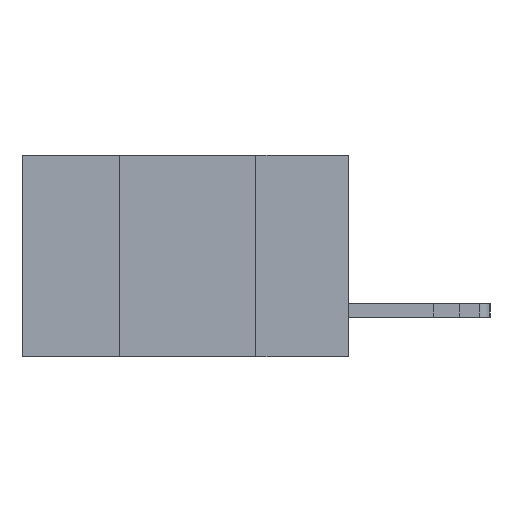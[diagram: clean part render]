
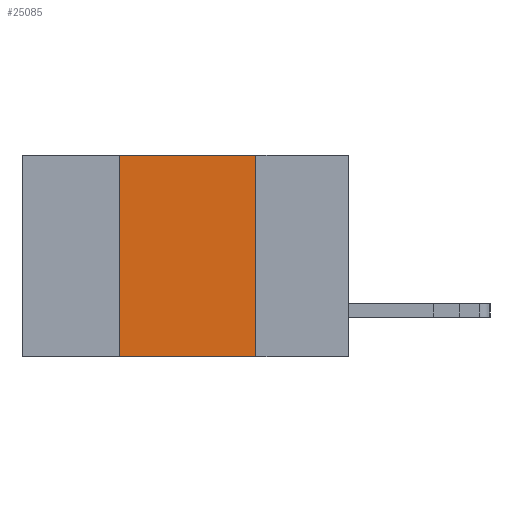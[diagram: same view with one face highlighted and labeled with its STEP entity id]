
A CAD part, left-side view. The second image highlights one B-rep face of the part: STEP entity #25085.
In plain terms, the highlighted planar face has unit normal (-1, 0, 0).
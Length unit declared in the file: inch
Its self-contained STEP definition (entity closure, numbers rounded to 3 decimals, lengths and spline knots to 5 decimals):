
#447 = DIRECTION ( 'NONE',  ( 1., 0., 0. ) ) ;
#2880 = VECTOR ( 'NONE', #11684, 39.37008 ) ;
#2985 = EDGE_CURVE ( 'NONE', #14800, #9456, #14596, .T. ) ;
#4043 = VECTOR ( 'NONE', #14516, 39.37008 ) ;
#4249 = VERTEX_POINT ( 'NONE', #6282 ) ;
#5822 = ORIENTED_EDGE ( 'NONE', *, *, #20662, .F. ) ;
#6282 = CARTESIAN_POINT ( 'NONE',  ( 0., 0.42, 0. ) ) ;
#6459 = ORIENTED_EDGE ( 'NONE', *, *, #7059, .F. ) ;
#6460 = CARTESIAN_POINT ( 'NONE',  ( 0., 0.42, -0.37 ) ) ;
#6503 = EDGE_LOOP ( 'NONE', ( #6459, #5822, #21369, #9972 ) ) ;
#6815 = CARTESIAN_POINT ( 'NONE',  ( 0., 0.17, 0. ) ) ;
#7059 = EDGE_CURVE ( 'NONE', #10128, #9456, #18432, .T. ) ;
#7617 = LINE ( 'NONE', #19938, #16520 ) ;
#8359 = DIRECTION ( 'NONE',  ( 0., -1., 0. ) ) ;
#9228 = CARTESIAN_POINT ( 'NONE',  ( 0., 0.6, -0.37 ) ) ;
#9456 = VERTEX_POINT ( 'NONE', #23208 ) ;
#9972 = ORIENTED_EDGE ( 'NONE', *, *, #2985, .T. ) ;
#10076 = LINE ( 'NONE', #22509, #4043 ) ;
#10128 = VERTEX_POINT ( 'NONE', #6815 ) ;
#10594 = PLANE ( 'NONE',  #15307 ) ;
#11684 = DIRECTION ( 'NONE',  ( 0., 0., -1. ) ) ;
#13312 = FACE_OUTER_BOUND ( 'NONE', #6503, .T. ) ;
#14516 = DIRECTION ( 'NONE',  ( 0., -1., 0. ) ) ;
#14596 = LINE ( 'NONE', #9228, #19333 ) ;
#14685 = DIRECTION ( 'NONE',  ( 0., 0., -1. ) ) ;
#14800 = VERTEX_POINT ( 'NONE', #6460 ) ;
#15307 = AXIS2_PLACEMENT_3D ( 'NONE', #24692, #447, #14685 ) ;
#16520 = VECTOR ( 'NONE', #23943, 39.37008 ) ;
#17785 = CARTESIAN_POINT ( 'NONE',  ( 0., 0.17, -0.37 ) ) ;
#18432 = LINE ( 'NONE', #17785, #2880 ) ;
#18449 = EDGE_CURVE ( 'NONE', #14800, #4249, #7617, .T. ) ;
#19333 = VECTOR ( 'NONE', #8359, 39.37008 ) ;
#19938 = CARTESIAN_POINT ( 'NONE',  ( 0., 0.42, -0.37 ) ) ;
#20662 = EDGE_CURVE ( 'NONE', #4249, #10128, #10076, .T. ) ;
#21369 = ORIENTED_EDGE ( 'NONE', *, *, #18449, .F. ) ;
#22509 = CARTESIAN_POINT ( 'NONE',  ( 0., 0.6, 0. ) ) ;
#23208 = CARTESIAN_POINT ( 'NONE',  ( 0., 0.17, -0.37 ) ) ;
#23943 = DIRECTION ( 'NONE',  ( 0., 0., 1. ) ) ;
#24692 = CARTESIAN_POINT ( 'NONE',  ( 0., 0.6, 0. ) ) ;
#25085 = ADVANCED_FACE ( 'NONE', ( #13312 ), #10594, .F. ) ;
